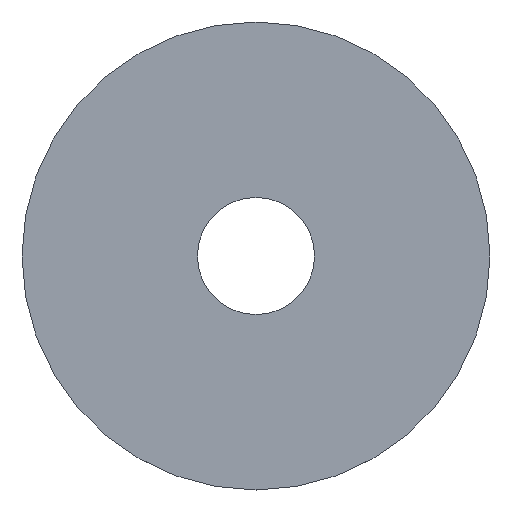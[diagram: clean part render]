
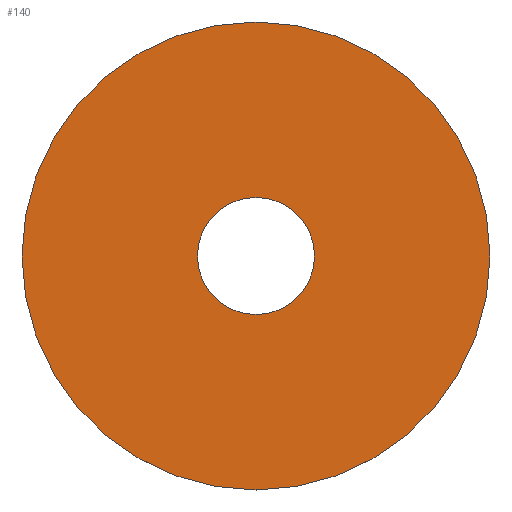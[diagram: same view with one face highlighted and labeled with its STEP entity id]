
A CAD part, top view. The second image highlights one B-rep face of the part: STEP entity #140.
In plain terms, the highlighted planar face has unit normal (0, 0, 1).
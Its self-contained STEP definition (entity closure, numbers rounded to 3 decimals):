
#6 = DIRECTION ( 'NONE',  ( 0., 0., -1. ) ) ;
#14 = VERTEX_POINT ( 'NONE', #42 ) ;
#17 = CIRCLE ( 'NONE', #84, 20. ) ;
#22 = CIRCLE ( 'NONE', #65, 5. ) ;
#30 = DIRECTION ( 'NONE',  ( 0., 0., -1. ) ) ;
#42 = CARTESIAN_POINT ( 'NONE',  ( 0., 5., 0.3 ) ) ;
#63 = CARTESIAN_POINT ( 'NONE',  ( 0., 5., 0.3 ) ) ;
#65 = AXIS2_PLACEMENT_3D ( 'NONE', #73, #6, #164 ) ;
#66 = VERTEX_POINT ( 'NONE', #115 ) ;
#73 = CARTESIAN_POINT ( 'NONE',  ( 0., 0., 0.3 ) ) ;
#84 = AXIS2_PLACEMENT_3D ( 'NONE', #155, #30, #117 ) ;
#87 = EDGE_LOOP ( 'NONE', ( #167 ) ) ;
#97 = FACE_OUTER_BOUND ( 'NONE', #87, .T. ) ;
#101 = DIRECTION ( 'NONE',  ( 0., -1., 0. ) ) ;
#107 = EDGE_CURVE ( 'NONE', #14, #14, #22, .T. ) ;
#114 = DIRECTION ( 'NONE',  ( 0., 0., 1. ) ) ;
#115 = CARTESIAN_POINT ( 'NONE',  ( 0., 20., 0.3 ) ) ;
#117 = DIRECTION ( 'NONE',  ( 0., 1., 0. ) ) ;
#126 = FACE_BOUND ( 'NONE', #145, .T. ) ;
#140 = ADVANCED_FACE ( 'NONE', ( #126, #97 ), #153, .T. ) ;
#143 = EDGE_CURVE ( 'NONE', #66, #66, #17, .T. ) ;
#145 = EDGE_LOOP ( 'NONE', ( #150 ) ) ;
#150 = ORIENTED_EDGE ( 'NONE', *, *, #107, .T. ) ;
#153 = PLANE ( 'NONE',  #154 ) ;
#154 = AXIS2_PLACEMENT_3D ( 'NONE', #63, #114, #101 ) ;
#155 = CARTESIAN_POINT ( 'NONE',  ( 0., 0., 0.3 ) ) ;
#164 = DIRECTION ( 'NONE',  ( 0., 1., 0. ) ) ;
#167 = ORIENTED_EDGE ( 'NONE', *, *, #143, .F. ) ;
